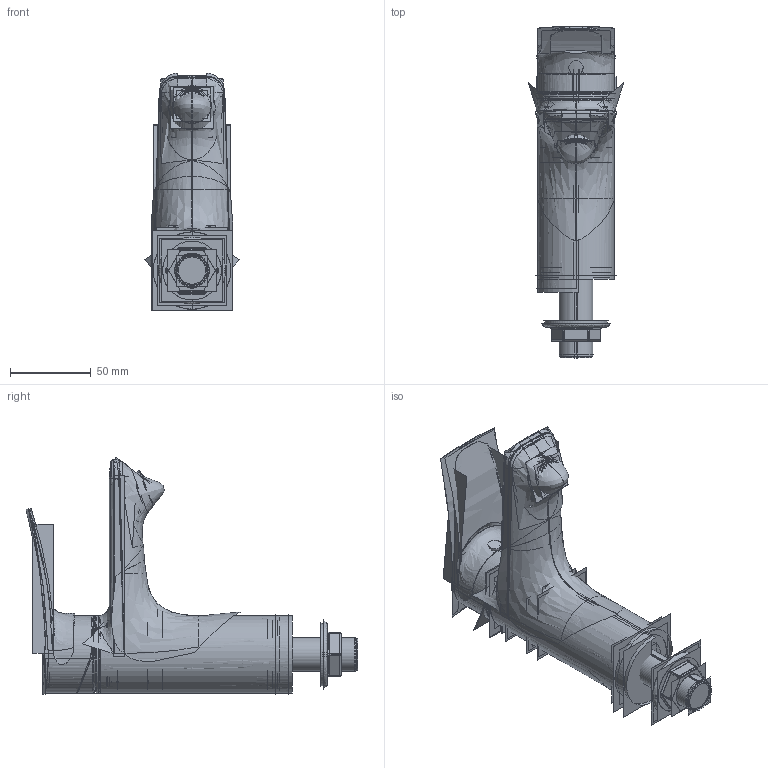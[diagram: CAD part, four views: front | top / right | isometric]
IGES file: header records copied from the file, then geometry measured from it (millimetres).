
Start section:  PTC IGES file: FFAS0906-102500BF0.igs
Global section: file name: FFAS0906-102500BF0.igs; native system: Creo Parametric by PTC Inc.; preprocessor: 2015200; author: 10114211; organization: Unknown; date: 20180814.093848; units: millimetre
Bounding box: 59.38 x 205.57 x 147.29 mm (x, y, z)
Volume: 183651.9 mm3; surface area: 1975521.3 mm2
Topology: 19 solids, 41 shells, 3722 faces, 22720 edges, 30980 vertices
Faces by surface type: bspline 1886, revolution 1836
